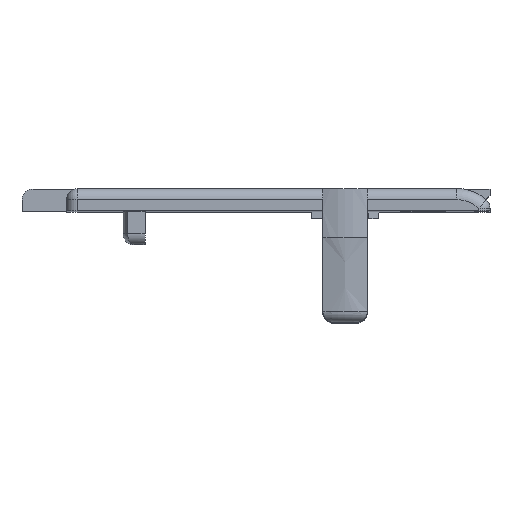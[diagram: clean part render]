
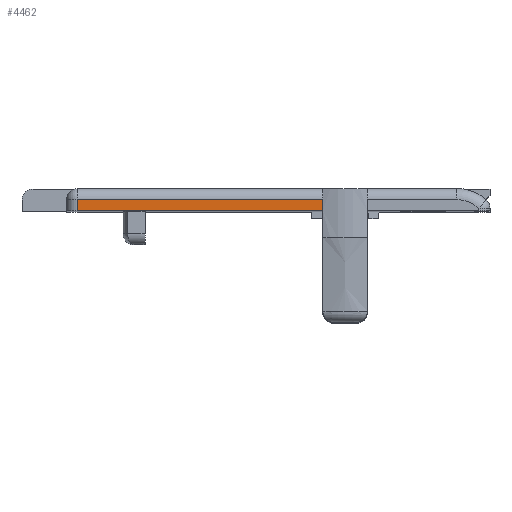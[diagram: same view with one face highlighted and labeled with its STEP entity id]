
A CAD part, top view. The second image highlights one B-rep face of the part: STEP entity #4462.
In plain terms, the highlighted planar face has unit normal (0, 0, 1).
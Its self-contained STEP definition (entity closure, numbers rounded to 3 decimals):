
#1285=DIRECTION('',(0.,1.,0.));
#1286=VECTOR('',#1285,0.5);
#1287=CARTESIAN_POINT('',(11.5,0.,17.));
#1288=LINE('',#1287,#1286);
#1307=DIRECTION('',(-1.,0.,0.));
#1308=VECTOR('',#1307,11.);
#1309=CARTESIAN_POINT('',(11.5,0.,17.));
#1310=LINE('',#1309,#1308);
#1314=DIRECTION('',(0.,-1.,0.));
#1315=VECTOR('',#1314,0.5);
#1316=CARTESIAN_POINT('',(0.5,0.5,17.));
#1317=LINE('',#1316,#1315);
#1570=DIRECTION('',(-1.,0.,0.));
#1571=VECTOR('',#1570,11.);
#1572=CARTESIAN_POINT('',(11.5,0.5,17.));
#1573=LINE('',#1572,#1571);
#3042=CARTESIAN_POINT('',(0.5,0.,17.));
#3043=VERTEX_POINT('',#3042);
#3044=CARTESIAN_POINT('',(11.5,0.,17.));
#3045=VERTEX_POINT('',#3044);
#3165=CARTESIAN_POINT('',(11.5,0.5,17.));
#3166=VERTEX_POINT('',#3165);
#3167=CARTESIAN_POINT('',(0.5,0.5,17.));
#3168=VERTEX_POINT('',#3167);
#4449=CARTESIAN_POINT('',(0.,0.,17.));
#4450=DIRECTION('',(0.,0.,1.));
#4451=DIRECTION('',(1.,0.,0.));
#4452=AXIS2_PLACEMENT_3D('',#4449,#4450,#4451);
#4453=PLANE('',#4452);
#4454=ORIENTED_EDGE('',*,*,#4432,.F.);
#4455=ORIENTED_EDGE('',*,*,#3627,.T.);
#4457=ORIENTED_EDGE('',*,*,#4456,.F.);
#4459=ORIENTED_EDGE('',*,*,#4458,.F.);
#4460=EDGE_LOOP('',(#4454,#4455,#4457,#4459));
#4461=FACE_OUTER_BOUND('',#4460,.F.);
#3627=EDGE_CURVE('',#3045,#3043,#1310,.T.);
#4432=EDGE_CURVE('',#3045,#3166,#1288,.T.);
#4456=EDGE_CURVE('',#3168,#3043,#1317,.T.);
#4458=EDGE_CURVE('',#3166,#3168,#1573,.T.);
#4462=ADVANCED_FACE('',(#4461),#4453,.T.);
